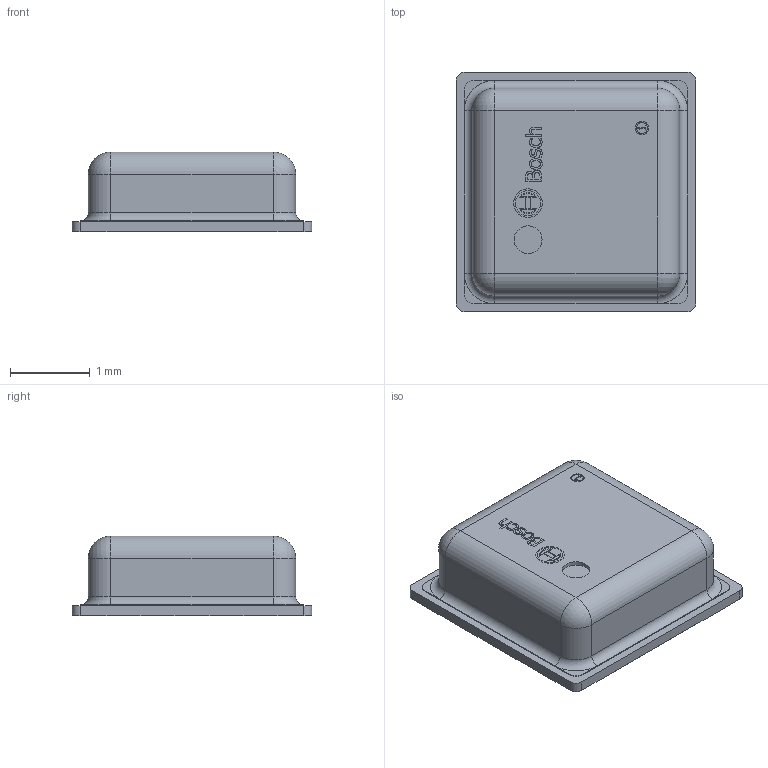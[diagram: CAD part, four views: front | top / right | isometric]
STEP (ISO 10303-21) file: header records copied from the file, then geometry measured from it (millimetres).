
FILE_DESCRIPTION(/* description */ (''),/* implementation_level */ '2;1');
FILE_NAME(/* name */ '2.stp',/* time_stamp */ '2020-05-13T11:07:54+02:00',/* author */ ('Karem'),/* organization */ (''),/* preprocessor_version */ 'ST-DEVELOPER v15.6',/* originating_system */ 'Autodesk Inventor 2015',/* authorisation */ '');
FILE_SCHEMA (('CONFIG_CONTROL_DESIGN','AUTOMOTIVE_DESIGN { 1 0 10303 214 3 1 1 }'));
Length unit declared in the file: millimetre
Products named in the file (7): 1; 2; 3; 4; BOSCH logo
Bounding box: 3 x 3 x 1 mm (x, y, z)
Volume: 6.9 mm3; surface area: 63 mm2
Topology: 21 solids, 21 shells, 329 faces, 816 edges, 527 vertices
Faces by surface type: plane 232, bspline 57, cylinder 32, sphere 4, torus 4
Full cylindrical faces by diameter (mm): 0.142 x1, 0.15 x3, 0.166 x1, 0.314 x1, 0.35 x1, 0.359 x1
Entity records: 10047 total; most frequent: CARTESIAN_POINT 2412, ORIENTED_EDGE 1606, DIRECTION 1327, EDGE_CURVE 803, LINE 621, VECTOR 621, VERTEX_POINT 526, EDGE_LOOP 357
